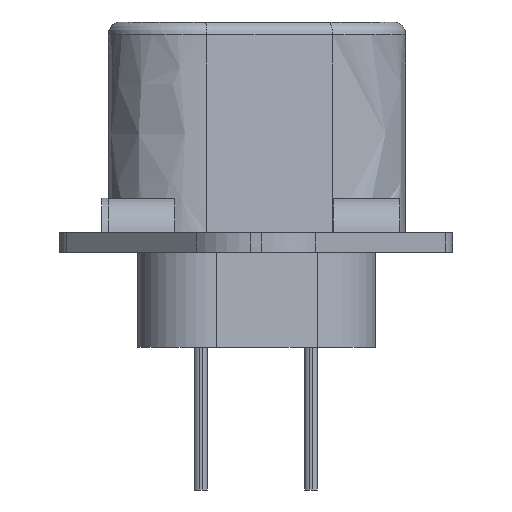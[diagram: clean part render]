
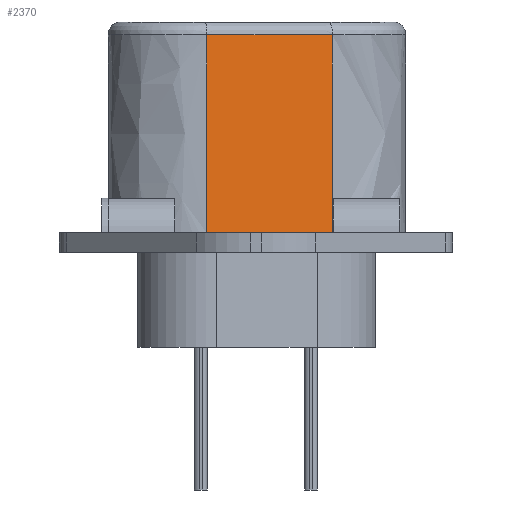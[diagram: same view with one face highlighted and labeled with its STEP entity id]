
A CAD part, left-side view. The second image highlights one B-rep face of the part: STEP entity #2370.
In plain terms, the highlighted face is a extrusion surface.
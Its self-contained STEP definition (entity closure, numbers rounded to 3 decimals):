
#2270 = VERTEX_POINT('',#2271);
#2271 = CARTESIAN_POINT('',(-12.327,1.916,12.2));
#2350 = EDGE_CURVE('',#2351,#2270,#2353,.T.);
#2351 = VERTEX_POINT('',#2352);
#2352 = CARTESIAN_POINT('',(-12.327,1.916,4.5));
#2353 = LINE('',#2354,#2355);
#2354 = CARTESIAN_POINT('',(-12.327,1.916,4.5));
#2355 = VECTOR('',#2356,1.);
#2356 = DIRECTION('',(0.,0.,1.));
#2370 = ADVANCED_FACE('',(#2371),#2402,.F.);
#2371 = FACE_BOUND('',#2372,.F.);
#2372 = EDGE_LOOP('',(#2373,#2374,#2389,#2397));
#2373 = ORIENTED_EDGE('',*,*,#2350,.T.);
#2374 = ORIENTED_EDGE('',*,*,#2375,.F.);
#2375 = EDGE_CURVE('',#2376,#2270,#2378,.T.);
#2376 = VERTEX_POINT('',#2377);
#2377 = CARTESIAN_POINT('',(-11.202,-2.973,12.2));
#2378 = ( BOUNDED_CURVE() B_SPLINE_CURVE(9,(#2379,#2380,#2381,#2382,
    #2383,#2384,#2385,#2386,#2387,#2388),.UNSPECIFIED.,.F.,.F.) 
B_SPLINE_CURVE_WITH_KNOTS((10,10),(55.994,60.759),
.PIECEWISE_BEZIER_KNOTS.) CURVE() GEOMETRIC_REPRESENTATION_ITEM() 
RATIONAL_B_SPLINE_CURVE((1.,1.,1.,1.,1.,1.,1.,1.,1.,1.)) 
REPRESENTATION_ITEM('') );
#2379 = CARTESIAN_POINT('',(-11.202,-2.973,12.2));
#2380 = CARTESIAN_POINT('',(-11.329,-2.42,12.2));
#2381 = CARTESIAN_POINT('',(-11.453,-1.882,12.2));
#2382 = CARTESIAN_POINT('',(-11.578,-1.337,12.2));
#2383 = CARTESIAN_POINT('',(-11.702,-0.8,12.2));
#2384 = CARTESIAN_POINT('',(-11.826,-0.263,12.2));
#2385 = CARTESIAN_POINT('',(-11.948,0.27,12.2));
#2386 = CARTESIAN_POINT('',(-12.073,0.814,12.2));
#2387 = CARTESIAN_POINT('',(-12.196,1.347,12.2));
#2388 = CARTESIAN_POINT('',(-12.327,1.916,12.2));
#2389 = ORIENTED_EDGE('',*,*,#2390,.F.);
#2390 = EDGE_CURVE('',#2391,#2376,#2393,.T.);
#2391 = VERTEX_POINT('',#2392);
#2392 = CARTESIAN_POINT('',(-11.202,-2.973,4.5));
#2393 = LINE('',#2394,#2395);
#2394 = CARTESIAN_POINT('',(-11.202,-2.973,4.5));
#2395 = VECTOR('',#2396,1.);
#2396 = DIRECTION('',(0.,0.,1.));
#2397 = ORIENTED_EDGE('',*,*,#2398,.F.);
#2398 = EDGE_CURVE('',#2351,#2391,#2399,.T.);
#2399 = B_SPLINE_CURVE_WITH_KNOTS('',1,(#2400,#2401),.UNSPECIFIED.,.F.,
  .F.,(2,2),(0.,4.043),.PIECEWISE_BEZIER_KNOTS.);
#2400 = CARTESIAN_POINT('',(-12.327,1.916,4.5));
#2401 = CARTESIAN_POINT('',(-11.202,-2.973,4.5));
#2402 = SURFACE_OF_LINEAR_EXTRUSION('',#2403,#2406);
#2403 = B_SPLINE_CURVE_WITH_KNOTS('',1,(#2404,#2405),.UNSPECIFIED.,.F.,
  .F.,(2,2),(0.,4.043),.PIECEWISE_BEZIER_KNOTS.);
#2404 = CARTESIAN_POINT('',(-12.327,1.916,4.5));
#2405 = CARTESIAN_POINT('',(-11.202,-2.973,4.5));
#2406 = VECTOR('',#2407,1.);
#2407 = DIRECTION('',(-0.,-0.,-1.));
